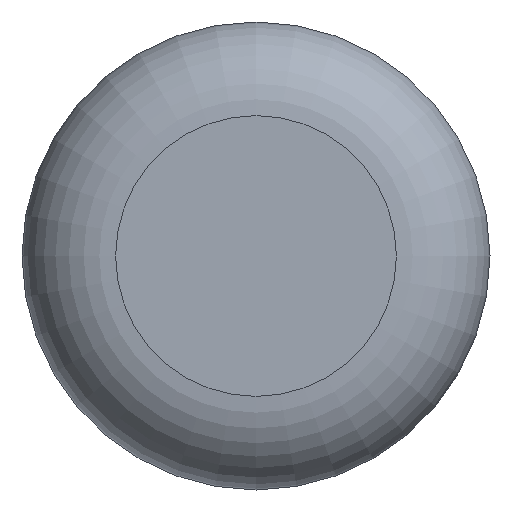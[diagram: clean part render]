
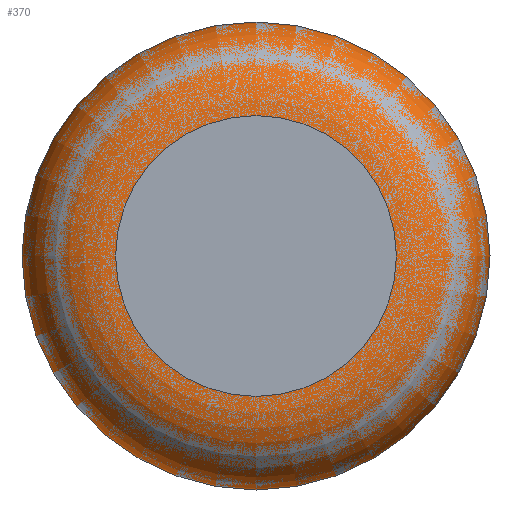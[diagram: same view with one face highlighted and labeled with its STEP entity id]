
A CAD part, front view. The second image highlights one B-rep face of the part: STEP entity #370.
In plain terms, the highlighted toroidal (fillet/blend) face has major radius 6 mm and minor radius 4 mm.
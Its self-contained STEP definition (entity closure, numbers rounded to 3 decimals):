
#292 = CYLINDRICAL_SURFACE('',#293,10.);
#293 = AXIS2_PLACEMENT_3D('',#294,#295,#296);
#294 = CARTESIAN_POINT('',(0.,106.245,0.));
#295 = DIRECTION('',(-0.,-1.,-0.));
#296 = DIRECTION('',(1.,-0.,0.));
#317 = VERTEX_POINT('',#318);
#318 = CARTESIAN_POINT('',(10.,6.245,0.));
#339 = EDGE_CURVE('',#317,#317,#340,.T.);
#340 = SURFACE_CURVE('',#341,(#346,#353),.PCURVE_S1.);
#341 = CIRCLE('',#342,10.);
#342 = AXIS2_PLACEMENT_3D('',#343,#344,#345);
#343 = CARTESIAN_POINT('',(0.,6.245,0.));
#344 = DIRECTION('',(0.,1.,0.));
#345 = DIRECTION('',(1.,-0.,0.));
#346 = PCURVE('',#292,#347);
#347 = DEFINITIONAL_REPRESENTATION('',(#348),#352);
#348 = LINE('',#349,#350);
#349 = CARTESIAN_POINT('',(-0.,100.));
#350 = VECTOR('',#351,1.);
#351 = DIRECTION('',(-1.,0.));
#352 = ( GEOMETRIC_REPRESENTATION_CONTEXT(2) 
PARAMETRIC_REPRESENTATION_CONTEXT() REPRESENTATION_CONTEXT('2D SPACE',''
  ) );
#353 = PCURVE('',#354,#359);
#354 = TOROIDAL_SURFACE('',#355,6.,4.);
#355 = AXIS2_PLACEMENT_3D('',#356,#357,#358);
#356 = CARTESIAN_POINT('',(0.,6.245,0.));
#357 = DIRECTION('',(-0.,-1.,-0.));
#358 = DIRECTION('',(1.,-0.,0.));
#359 = DEFINITIONAL_REPRESENTATION('',(#360),#364);
#360 = LINE('',#361,#362);
#361 = CARTESIAN_POINT('',(0.,0.));
#362 = VECTOR('',#363,1.);
#363 = DIRECTION('',(-1.,0.));
#364 = ( GEOMETRIC_REPRESENTATION_CONTEXT(2) 
PARAMETRIC_REPRESENTATION_CONTEXT() REPRESENTATION_CONTEXT('2D SPACE',''
  ) );
#370 = ADVANCED_FACE('',(#371),#354,.T.);
#371 = FACE_BOUND('',#372,.F.);
#372 = EDGE_LOOP('',(#373,#374,#398,#425));
#373 = ORIENTED_EDGE('',*,*,#339,.T.);
#374 = ORIENTED_EDGE('',*,*,#375,.T.);
#375 = EDGE_CURVE('',#317,#376,#378,.T.);
#376 = VERTEX_POINT('',#377);
#377 = CARTESIAN_POINT('',(6.,2.245,0.));
#378 = SEAM_CURVE('',#379,(#384,#391),.PCURVE_S1.);
#379 = CIRCLE('',#380,4.);
#380 = AXIS2_PLACEMENT_3D('',#381,#382,#383);
#381 = CARTESIAN_POINT('',(6.,6.245,0.));
#382 = DIRECTION('',(0.,0.,-1.));
#383 = DIRECTION('',(1.,0.,0.));
#384 = PCURVE('',#354,#385);
#385 = DEFINITIONAL_REPRESENTATION('',(#386),#390);
#386 = LINE('',#387,#388);
#387 = CARTESIAN_POINT('',(0.,0.));
#388 = VECTOR('',#389,1.);
#389 = DIRECTION('',(-0.,1.));
#390 = ( GEOMETRIC_REPRESENTATION_CONTEXT(2) 
PARAMETRIC_REPRESENTATION_CONTEXT() REPRESENTATION_CONTEXT('2D SPACE',''
  ) );
#391 = PCURVE('',#354,#392);
#392 = DEFINITIONAL_REPRESENTATION('',(#393),#397);
#393 = LINE('',#394,#395);
#394 = CARTESIAN_POINT('',(-6.283,0.));
#395 = VECTOR('',#396,1.);
#396 = DIRECTION('',(-0.,1.));
#397 = ( GEOMETRIC_REPRESENTATION_CONTEXT(2) 
PARAMETRIC_REPRESENTATION_CONTEXT() REPRESENTATION_CONTEXT('2D SPACE',''
  ) );
#398 = ORIENTED_EDGE('',*,*,#399,.F.);
#399 = EDGE_CURVE('',#376,#376,#400,.T.);
#400 = SURFACE_CURVE('',#401,(#406,#413),.PCURVE_S1.);
#401 = CIRCLE('',#402,6.);
#402 = AXIS2_PLACEMENT_3D('',#403,#404,#405);
#403 = CARTESIAN_POINT('',(0.,2.245,0.));
#404 = DIRECTION('',(0.,1.,0.));
#405 = DIRECTION('',(1.,-0.,0.));
#406 = PCURVE('',#354,#407);
#407 = DEFINITIONAL_REPRESENTATION('',(#408),#412);
#408 = LINE('',#409,#410);
#409 = CARTESIAN_POINT('',(0.,1.571));
#410 = VECTOR('',#411,1.);
#411 = DIRECTION('',(-1.,0.));
#412 = ( GEOMETRIC_REPRESENTATION_CONTEXT(2) 
PARAMETRIC_REPRESENTATION_CONTEXT() REPRESENTATION_CONTEXT('2D SPACE',''
  ) );
#413 = PCURVE('',#414,#419);
#414 = PLANE('',#415);
#415 = AXIS2_PLACEMENT_3D('',#416,#417,#418);
#416 = CARTESIAN_POINT('',(0.,2.245,0.));
#417 = DIRECTION('',(0.,1.,0.));
#418 = DIRECTION('',(1.,-0.,0.));
#419 = DEFINITIONAL_REPRESENTATION('',(#420),#424);
#420 = CIRCLE('',#421,6.);
#421 = AXIS2_PLACEMENT_2D('',#422,#423);
#422 = CARTESIAN_POINT('',(0.,0.));
#423 = DIRECTION('',(1.,0.));
#424 = ( GEOMETRIC_REPRESENTATION_CONTEXT(2) 
PARAMETRIC_REPRESENTATION_CONTEXT() REPRESENTATION_CONTEXT('2D SPACE',''
  ) );
#425 = ORIENTED_EDGE('',*,*,#375,.F.);
